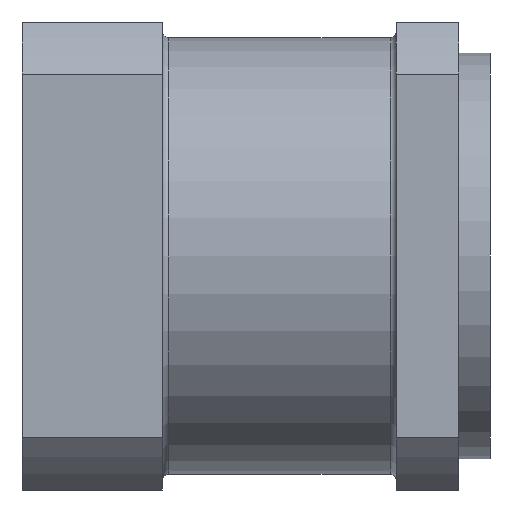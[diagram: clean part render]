
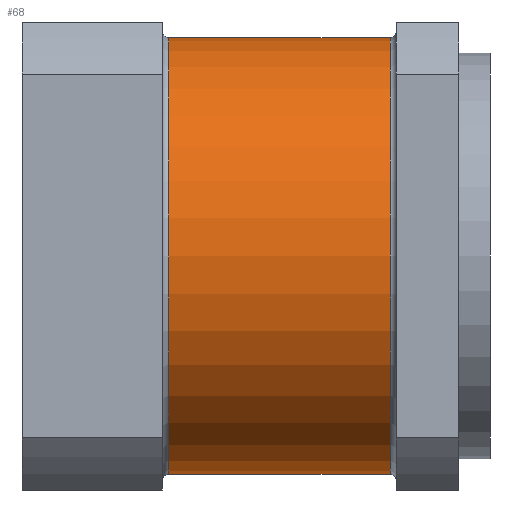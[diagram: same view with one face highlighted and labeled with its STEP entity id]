
A CAD part, front view. The second image highlights one B-rep face of the part: STEP entity #68.
In plain terms, the highlighted cylindrical face has radius 70 mm (diameter 140 mm), a full revolution.
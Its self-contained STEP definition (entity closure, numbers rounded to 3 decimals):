
#68=ADVANCED_FACE('',(#173,#174),#175,.T.);
#173=FACE_OUTER_BOUND('',#332,.T.);
#174=FACE_OUTER_BOUND('',#333,.T.);
#175=CYLINDRICAL_SURFACE('',#334,70.0);
#332=EDGE_LOOP('',(#496));
#333=EDGE_LOOP('',(#497));
#334=AXIS2_PLACEMENT_3D('',#498,#499,#500);
#496=ORIENTED_EDGE('',*,*,#798,.T.);
#497=ORIENTED_EDGE('',*,*,#799,.T.);
#498=CARTESIAN_POINT('',(0.0,0.0,0.0));
#499=DIRECTION('',(-1.0,0.0,0.0));
#500=DIRECTION('',(0.0,0.0,1.0));
#798=EDGE_CURVE('',#927,#927,#928,.T.);
#799=EDGE_CURVE('',#929,#929,#930,.T.);
#927=VERTEX_POINT('',#1103);
#928=CIRCLE('',#1104,70.0);
#929=VERTEX_POINT('',#1105);
#930=CIRCLE('',#1106,70.0);
#1103=CARTESIAN_POINT('',(47.0,0.0,-70.0));
#1104=AXIS2_PLACEMENT_3D('',#1307,#1308,#1309);
#1105=CARTESIAN_POINT('',(118.0,0.0,70.0));
#1106=AXIS2_PLACEMENT_3D('',#1310,#1311,#1312);
#1307=CARTESIAN_POINT('',(47.0,0.0,0.0));
#1308=DIRECTION('',(1.0,0.0,0.0));
#1309=DIRECTION('',(0.0,0.0,-1.0));
#1310=CARTESIAN_POINT('',(118.0,0.0,0.0));
#1311=DIRECTION('',(-1.0,0.0,0.0));
#1312=DIRECTION('',(0.0,0.0,1.0));
